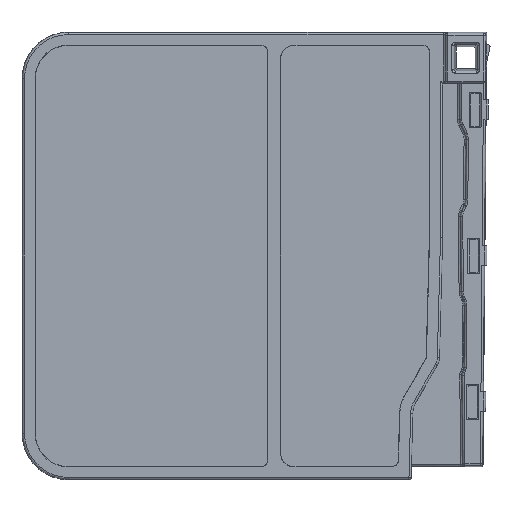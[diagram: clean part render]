
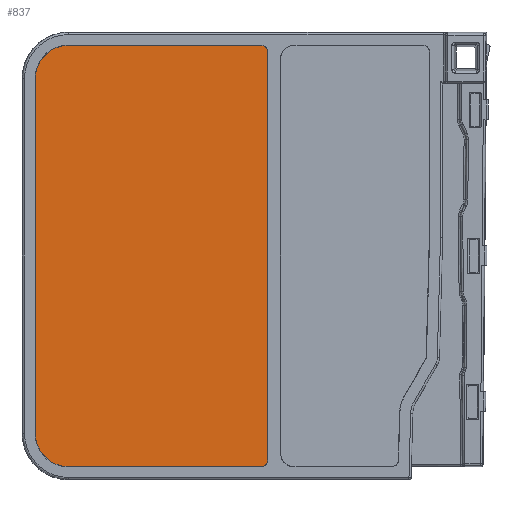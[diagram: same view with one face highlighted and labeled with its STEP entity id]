
A CAD part, left-side view. The second image highlights one B-rep face of the part: STEP entity #837.
In plain terms, the highlighted planar face has unit normal (-1, 0, 0).
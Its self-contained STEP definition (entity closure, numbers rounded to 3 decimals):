
#310=ELLIPSE('',#5864,1.,1.);
#311=ELLIPSE('',#5866,1.,1.);
#554=CIRCLE('',#6213,5.);
#555=CIRCLE('',#6214,5.);
#837=ADVANCED_FACE('',(#1288),#1085,.T.);
#1085=PLANE('',#6215);
#1288=FACE_OUTER_BOUND('',#1638,.T.);
#1638=EDGE_LOOP('',(#2757,#2758,#2759,#2760,#2761,#2762,#2763,#2764));
#2757=ORIENTED_EDGE('',*,*,#4647,.T.);
#2758=ORIENTED_EDGE('',*,*,#4110,.T.);
#2759=ORIENTED_EDGE('',*,*,#4145,.T.);
#2760=ORIENTED_EDGE('',*,*,#4108,.T.);
#2761=ORIENTED_EDGE('',*,*,#4639,.T.);
#2762=ORIENTED_EDGE('',*,*,#4648,.T.);
#2763=ORIENTED_EDGE('',*,*,#4649,.T.);
#2764=ORIENTED_EDGE('',*,*,#4650,.T.);
#3591=VERTEX_POINT('',#8544);
#3592=VERTEX_POINT('',#8546);
#3593=VERTEX_POINT('',#8550);
#3594=VERTEX_POINT('',#8551);
#3943=VERTEX_POINT('',#9743);
#3947=VERTEX_POINT('',#9759);
#3948=VERTEX_POINT('',#9761);
#3949=VERTEX_POINT('',#9763);
#4108=EDGE_CURVE('',#3592,#3591,#310,.T.);
#4110=EDGE_CURVE('',#3593,#3594,#311,.T.);
#4145=EDGE_CURVE('',#3594,#3592,#4938,.T.);
#4639=EDGE_CURVE('',#3591,#3943,#5246,.T.);
#4647=EDGE_CURVE('',#3947,#3593,#5254,.T.);
#4648=EDGE_CURVE('',#3943,#3948,#554,.T.);
#4649=EDGE_CURVE('',#3948,#3949,#5255,.T.);
#4650=EDGE_CURVE('',#3949,#3947,#555,.T.);
#4938=LINE('',#8621,#5412);
#5246=LINE('',#9742,#5720);
#5254=LINE('',#9758,#5728);
#5255=LINE('',#9762,#5729);
#5412=VECTOR('',#6730,1.);
#5720=VECTOR('',#7680,1.);
#5728=VECTOR('',#7696,1.);
#5729=VECTOR('',#7699,1.);
#5864=AXIS2_PLACEMENT_3D('',#8545,#6659,#6660);
#5866=AXIS2_PLACEMENT_3D('',#8549,#6664,#6665);
#6213=AXIS2_PLACEMENT_3D('',#9760,#7697,#7698);
#6214=AXIS2_PLACEMENT_3D('',#9764,#7700,#7701);
#6215=AXIS2_PLACEMENT_3D('',#9765,#7702,#7703);
#6659=DIRECTION('',(-1.,0.,0.));
#6660=DIRECTION('',(0.,-0.707,0.707));
#6664=DIRECTION('',(-1.,0.,0.));
#6665=DIRECTION('',(0.,-0.707,-0.707));
#6730=DIRECTION('',(0.,0.,1.));
#7680=DIRECTION('',(0.,1.,0.));
#7696=DIRECTION('',(0.,-1.,0.));
#7697=DIRECTION('',(-1.,0.,0.));
#7698=DIRECTION('',(0.,0.,1.));
#7699=DIRECTION('',(0.,0.,-1.));
#7700=DIRECTION('',(-1.,0.,0.));
#7701=DIRECTION('',(0.,0.,1.));
#7702=DIRECTION('',(-1.,0.,0.));
#7703=DIRECTION('',(0.,0.,-1.));
#8544=CARTESIAN_POINT('',(-1.5,34.,5.7));
#8545=CARTESIAN_POINT('',(-1.5,34.,4.7));
#8546=CARTESIAN_POINT('',(-1.5,33.,4.699));
#8549=CARTESIAN_POINT('',(-1.5,34.,-56.8));
#8550=CARTESIAN_POINT('',(-1.5,34.,-57.8));
#8551=CARTESIAN_POINT('',(-1.5,33.,-56.799));
#8621=CARTESIAN_POINT('',(-1.5,33.,-22.3));
#9742=CARTESIAN_POINT('',(-1.5,69.809,5.7));
#9743=CARTESIAN_POINT('',(-1.5,63.,5.7));
#9758=CARTESIAN_POINT('',(-1.5,69.809,-57.8));
#9759=CARTESIAN_POINT('',(-1.5,63.,-57.8));
#9760=CARTESIAN_POINT('',(-1.5,63.,0.7));
#9761=CARTESIAN_POINT('',(-1.5,68.,0.7));
#9762=CARTESIAN_POINT('',(-1.5,68.,-22.3));
#9763=CARTESIAN_POINT('',(-1.5,68.,-52.8));
#9764=CARTESIAN_POINT('',(-1.5,63.,-52.8));
#9765=CARTESIAN_POINT('',(-1.5,69.809,-22.3));
